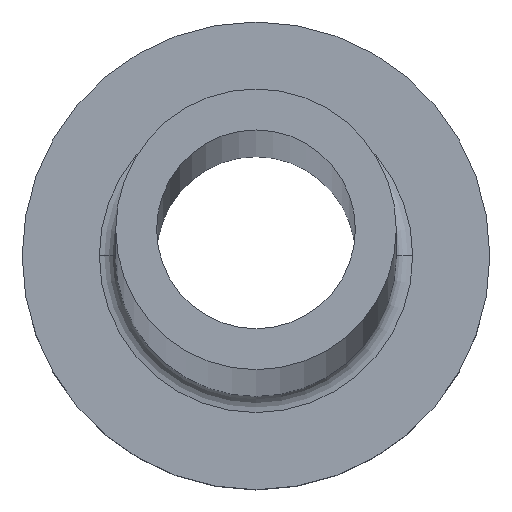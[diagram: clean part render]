
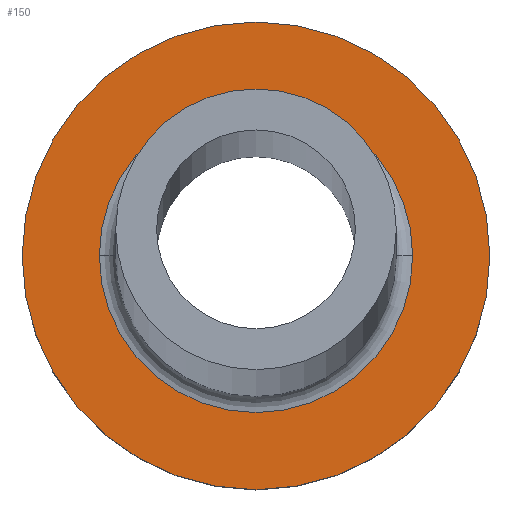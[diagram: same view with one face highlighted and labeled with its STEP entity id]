
A CAD part, top view. The second image highlights one B-rep face of the part: STEP entity #150.
In plain terms, the highlighted planar face has unit normal (0, 0, 1).
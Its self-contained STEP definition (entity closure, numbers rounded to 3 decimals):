
#13 = EDGE_CURVE ( 'NONE', #200, #312, #371, .T. ) ;
#17 = EDGE_LOOP ( 'NONE', ( #303, #152 ) ) ;
#20 = DIRECTION ( 'NONE',  ( 1., 0., 0. ) ) ;
#21 = DIRECTION ( 'NONE',  ( 0., 0., 1. ) ) ;
#39 = VERTEX_POINT ( 'NONE', #343 ) ;
#53 = CARTESIAN_POINT ( 'NONE',  ( 0., 0., 7. ) ) ;
#54 = AXIS2_PLACEMENT_3D ( 'NONE', #311, #278, #20 ) ;
#78 = CARTESIAN_POINT ( 'NONE',  ( 0., 0., 7. ) ) ;
#79 = EDGE_CURVE ( 'NONE', #345, #39, #331, .T. ) ;
#81 = DIRECTION ( 'NONE',  ( 1., 0., 0. ) ) ;
#101 = CARTESIAN_POINT ( 'NONE',  ( 0., 0., 7. ) ) ;
#121 = EDGE_CURVE ( 'NONE', #39, #345, #167, .T. ) ;
#137 = PLANE ( 'NONE',  #305 ) ;
#149 = AXIS2_PLACEMENT_3D ( 'NONE', #53, #21, #380 ) ;
#150 = ADVANCED_FACE ( 'NONE', ( #164, #381 ), #137, .T. ) ;
#151 = AXIS2_PLACEMENT_3D ( 'NONE', #101, #197, #215 ) ;
#152 = ORIENTED_EDGE ( 'NONE', *, *, #121, .T. ) ;
#154 = DIRECTION ( 'NONE',  ( 0., 0., 1. ) ) ;
#164 = FACE_BOUND ( 'NONE', #17, .T. ) ;
#167 = CIRCLE ( 'NONE', #54, 6.7 ) ;
#176 = CIRCLE ( 'NONE', #149, 10. ) ;
#187 = EDGE_CURVE ( 'NONE', #312, #200, #176, .T. ) ;
#197 = DIRECTION ( 'NONE',  ( 0., 0., -1. ) ) ;
#200 = VERTEX_POINT ( 'NONE', #285 ) ;
#201 = DIRECTION ( 'NONE',  ( 0., 0., 1. ) ) ;
#215 = DIRECTION ( 'NONE',  ( 1., 0., 0. ) ) ;
#244 = CARTESIAN_POINT ( 'NONE',  ( 6.7, 0., 7. ) ) ;
#245 = EDGE_LOOP ( 'NONE', ( #374, #259 ) ) ;
#257 = CARTESIAN_POINT ( 'NONE',  ( 0., 0., 7. ) ) ;
#259 = ORIENTED_EDGE ( 'NONE', *, *, #187, .T. ) ;
#266 = AXIS2_PLACEMENT_3D ( 'NONE', #78, #154, #372 ) ;
#278 = DIRECTION ( 'NONE',  ( 0., 0., -1. ) ) ;
#285 = CARTESIAN_POINT ( 'NONE',  ( -10., 0., 7. ) ) ;
#303 = ORIENTED_EDGE ( 'NONE', *, *, #79, .T. ) ;
#305 = AXIS2_PLACEMENT_3D ( 'NONE', #257, #201, #81 ) ;
#311 = CARTESIAN_POINT ( 'NONE',  ( 0., 0., 7. ) ) ;
#312 = VERTEX_POINT ( 'NONE', #326 ) ;
#326 = CARTESIAN_POINT ( 'NONE',  ( 10., 0., 7. ) ) ;
#331 = CIRCLE ( 'NONE', #151, 6.7 ) ;
#343 = CARTESIAN_POINT ( 'NONE',  ( -6.7, 0., 7. ) ) ;
#345 = VERTEX_POINT ( 'NONE', #244 ) ;
#371 = CIRCLE ( 'NONE', #266, 10. ) ;
#372 = DIRECTION ( 'NONE',  ( 1., 0., 0. ) ) ;
#374 = ORIENTED_EDGE ( 'NONE', *, *, #13, .T. ) ;
#380 = DIRECTION ( 'NONE',  ( 1., 0., 0. ) ) ;
#381 = FACE_OUTER_BOUND ( 'NONE', #245, .T. ) ;
